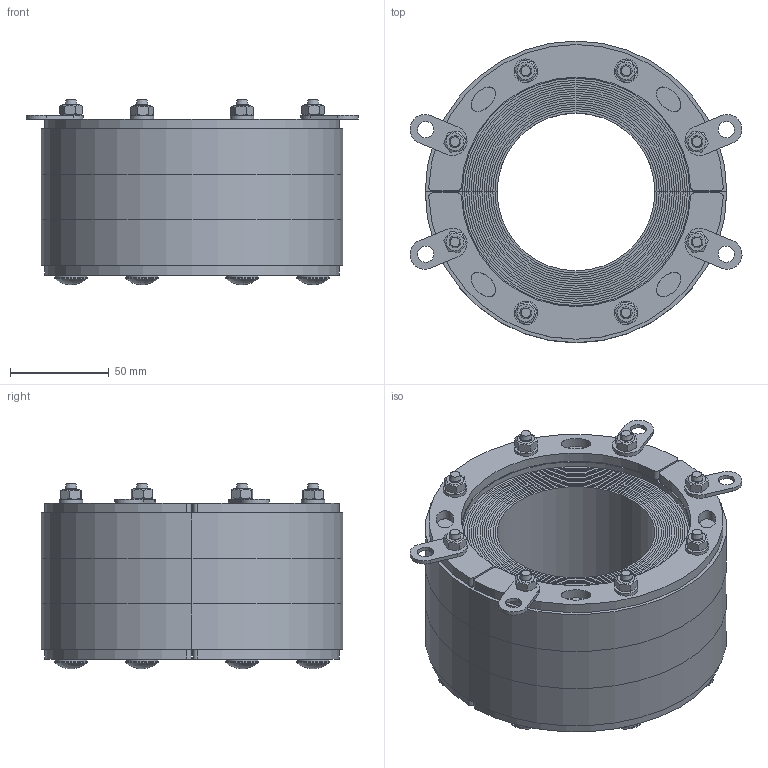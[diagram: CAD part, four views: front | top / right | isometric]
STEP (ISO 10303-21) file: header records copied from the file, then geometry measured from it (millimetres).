
FILE_DESCRIPTION(/* description */ ('RS 6" UG'),/* implementation_level */ '2;1');
FILE_NAME(/* name */ 'RS 153 UG.stp',/* time_stamp */ '2023-01-17T15:50:35+01:00',/* author */ ('se-larlar'),/* organization */ (''),/* preprocessor_version */ 'ST-DEVELOPER v18.1',/* originating_system */ 'Autodesk Inventor 2021',/* authorisation */ '');
FILE_SCHEMA (('AUTOMOTIVE_DESIGN { 1 0 10303 214 3 1 1 }'));
Length unit declared in the file: millimetre
Products named in the file (15): 100-228424; 100-068944; 100-004570; 100-133654; 100-141568; 100-172603; DIN 603 - M6 x 90; 100-003448; 100-004569; 100-235686; 100-228426; 100-228426_1; 100-228426_2; 100-055744 RS 150 UG; 100-055742 RS 150 UG
Assembly tree (33 placements, depth 3):
  100-228424
    100-068944  x4
      DIN 603 - M6 x 90
      100-003448
      100-004569
      100-004570
    100-133654  x4
    100-141568  x4
    100-172603  x4
      DIN 603 - M6 x 90
      100-003448
      100-004569
    100-235686  x2
      100-228426
      100-228426_1
      100-228426_2
      100-055744 RS 150 UG
    100-055742 RS 150 UG  x4
Bounding box: 167.89 x 152.5 x 93.79 mm (x, y, z)
Volume: 961334.4 mm3; surface area: 816856.9 mm2
Topology: 78 solids, 78 shells, 984 faces, 2396 edges, 1576 vertices
Faces by surface type: plane 520, cylinder 376, cone 72, sphere 8, bspline 8
Full cylindrical faces by diameter (mm): 4.917 x8, 5.7 x24, 6 x8, 6.2 x4, 6.4 x4, 6.6 x4, 8.2 x4, 12 x4, 16.5 x8, 16.55 x8
Entity records: 8990 total; most frequent: DIRECTION 1524, CARTESIAN_POINT 1491, ORIENTED_EDGE 1316, EDGE_CURVE 658, AXIS2_PLACEMENT_3D 565, VERTEX_POINT 436, LINE 394, VECTOR 394
